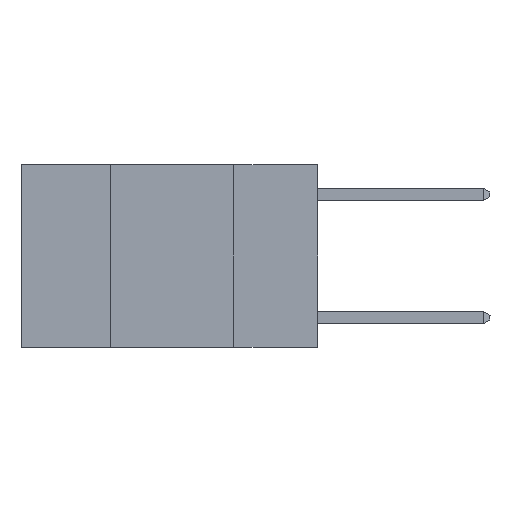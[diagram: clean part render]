
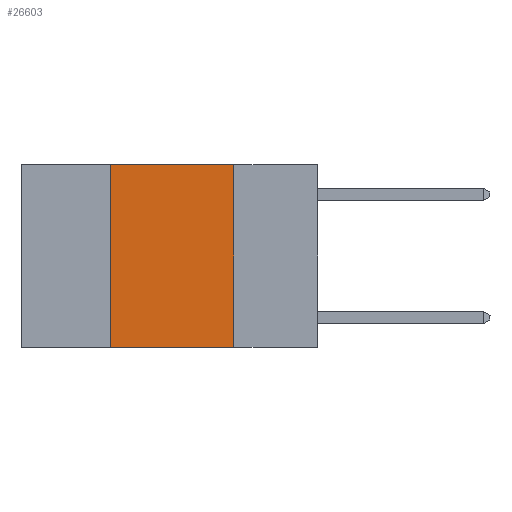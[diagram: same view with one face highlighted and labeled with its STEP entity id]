
A CAD part, left-side view. The second image highlights one B-rep face of the part: STEP entity #26603.
In plain terms, the highlighted planar face has unit normal (-1, 0, 0).
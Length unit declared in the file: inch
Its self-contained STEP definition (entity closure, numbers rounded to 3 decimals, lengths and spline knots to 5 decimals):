
#847 = DIRECTION ( 'NONE',  ( 1., 0., 0. ) ) ;
#882 = ORIENTED_EDGE ( 'NONE', *, *, #23703, .T. ) ;
#3370 = CARTESIAN_POINT ( 'NONE',  ( 0., 0.6, 0. ) ) ;
#4734 = LINE ( 'NONE', #20773, #21841 ) ;
#6230 = VECTOR ( 'NONE', #7809, 39.37008 ) ;
#6930 = LINE ( 'NONE', #3370, #6230 ) ;
#7139 = EDGE_CURVE ( 'NONE', #19104, #11355, #26417, .T. ) ;
#7809 = DIRECTION ( 'NONE',  ( 0., -1., 0. ) ) ;
#8730 = DIRECTION ( 'NONE',  ( 0., 0., 1. ) ) ;
#9961 = EDGE_CURVE ( 'NONE', #11355, #27792, #6930, .T. ) ;
#11269 = LINE ( 'NONE', #23942, #22457 ) ;
#11355 = VERTEX_POINT ( 'NONE', #19489 ) ;
#11712 = EDGE_CURVE ( 'NONE', #27792, #27869, #4734, .T. ) ;
#11948 = ORIENTED_EDGE ( 'NONE', *, *, #9961, .F. ) ;
#12375 = AXIS2_PLACEMENT_3D ( 'NONE', #20867, #847, #16412 ) ;
#14121 = PLANE ( 'NONE',  #12375 ) ;
#15391 = EDGE_LOOP ( 'NONE', ( #28206, #11948, #23801, #882 ) ) ;
#15524 = CARTESIAN_POINT ( 'NONE',  ( 0., 0.42, -0.37 ) ) ;
#16325 = DIRECTION ( 'NONE',  ( 0., 0., -1. ) ) ;
#16412 = DIRECTION ( 'NONE',  ( 0., 0., -1. ) ) ;
#17939 = FACE_OUTER_BOUND ( 'NONE', #15391, .T. ) ;
#19104 = VERTEX_POINT ( 'NONE', #15524 ) ;
#19489 = CARTESIAN_POINT ( 'NONE',  ( 0., 0.42, 0. ) ) ;
#19980 = VECTOR ( 'NONE', #8730, 39.37008 ) ;
#20773 = CARTESIAN_POINT ( 'NONE',  ( 0., 0.17, 0. ) ) ;
#20867 = CARTESIAN_POINT ( 'NONE',  ( 0., 0.6, 0. ) ) ;
#21182 = CARTESIAN_POINT ( 'NONE',  ( 0., 0.17, -0.37 ) ) ;
#21841 = VECTOR ( 'NONE', #16325, 39.37008 ) ;
#22457 = VECTOR ( 'NONE', #26132, 39.37008 ) ;
#22936 = CARTESIAN_POINT ( 'NONE',  ( 0., 0.17, 0. ) ) ;
#23703 = EDGE_CURVE ( 'NONE', #19104, #27869, #11269, .T. ) ;
#23801 = ORIENTED_EDGE ( 'NONE', *, *, #7139, .F. ) ;
#23942 = CARTESIAN_POINT ( 'NONE',  ( 0., 0.6, -0.37 ) ) ;
#24159 = CARTESIAN_POINT ( 'NONE',  ( 0., 0.42, 0. ) ) ;
#26132 = DIRECTION ( 'NONE',  ( 0., -1., 0. ) ) ;
#26417 = LINE ( 'NONE', #24159, #19980 ) ;
#26603 = ADVANCED_FACE ( 'NONE', ( #17939 ), #14121, .F. ) ;
#27792 = VERTEX_POINT ( 'NONE', #22936 ) ;
#27869 = VERTEX_POINT ( 'NONE', #21182 ) ;
#28206 = ORIENTED_EDGE ( 'NONE', *, *, #11712, .F. ) ;
